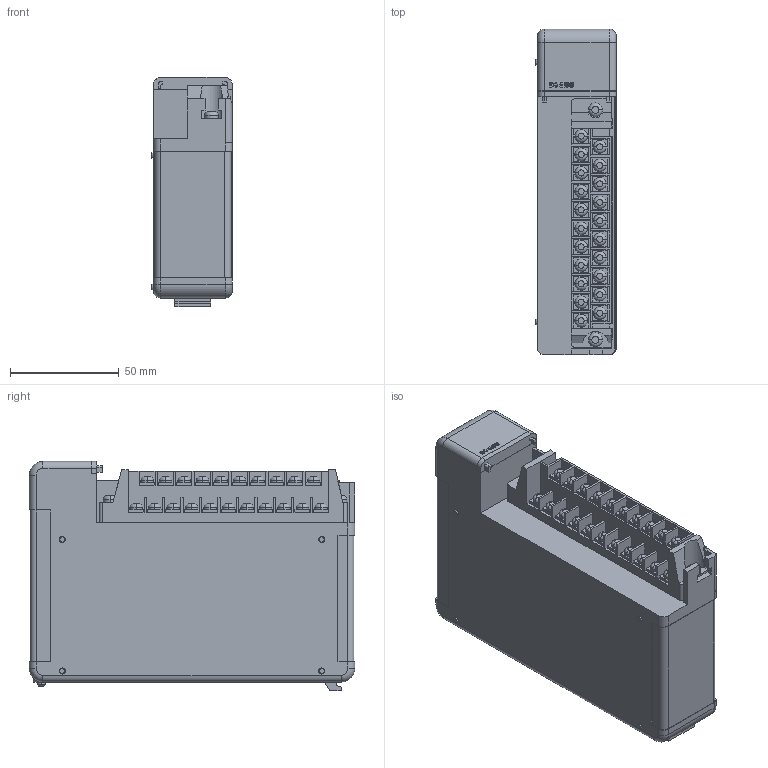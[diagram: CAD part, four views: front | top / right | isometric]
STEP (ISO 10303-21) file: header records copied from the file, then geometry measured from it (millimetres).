
FILE_DESCRIPTION (( 'STEP AP214' ), '1' );
FILE_NAME ('D4-HSC.step', '2014-09-23T18:05:11', ( '' ), ( '' ), 'SwSTEP 2.0', 'SolidWorks 2014', '' );
FILE_SCHEMA (( 'AUTOMOTIVE_DESIGN' ));
Length unit declared in the file: inch
Products named in the file (1): D4-HSC
Bounding box: 36.96 x 149.99 x 105.56 mm (x, y, z)
Volume: 450851.3 mm3; surface area: 56008.2 mm2
Topology: 12 solids, 12 shells, 579 faces, 1441 edges, 940 vertices
Faces by surface type: plane 398, cylinder 86, torus 54, bspline 31, cone 10
Entity records: 22152 total; most frequent: CARTESIAN_POINT 4778, ORIENTED_EDGE 2882, DIRECTION 2758, EDGE_CURVE 1441, LINE 1084, VECTOR 1084, VERTEX_POINT 940, AXIS2_PLACEMENT_3D 837
